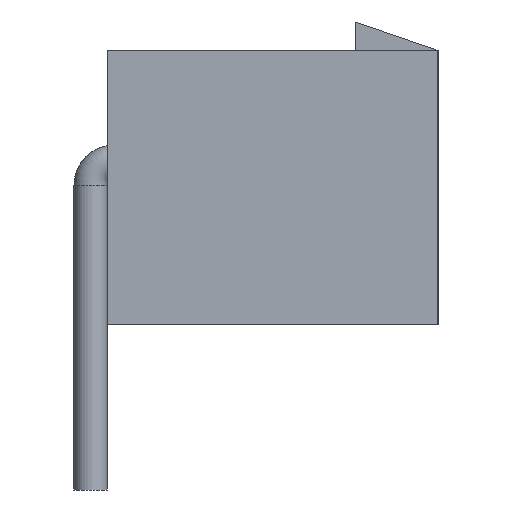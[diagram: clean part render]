
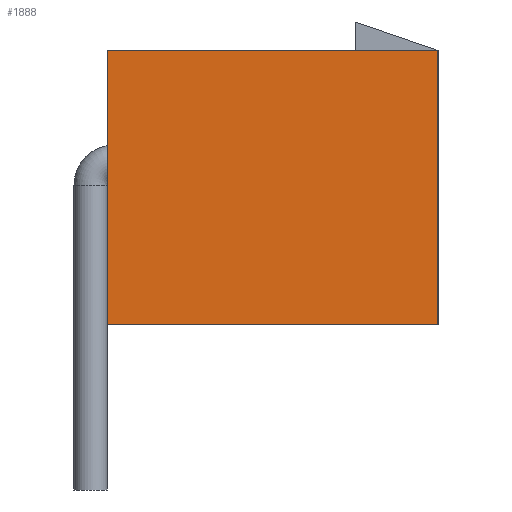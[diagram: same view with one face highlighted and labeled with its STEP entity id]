
A CAD part, left-side view. The second image highlights one B-rep face of the part: STEP entity #1888.
In plain terms, the highlighted planar face has unit normal (-1, 0, 0).
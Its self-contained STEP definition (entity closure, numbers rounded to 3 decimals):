
#287=FACE_OUTER_BOUND('',#398,.T.);
#398=EDGE_LOOP('',(#1384,#1385,#1386,#1387));
#526=LINE('',#3056,#648);
#543=LINE('',#3087,#665);
#564=LINE('',#3132,#686);
#565=LINE('',#3133,#687);
#648=VECTOR('',#2359,10.);
#665=VECTOR('',#2378,10.);
#686=VECTOR('',#2433,10.);
#687=VECTOR('',#2434,10.);
#756=VERTEX_POINT('',#3053);
#757=VERTEX_POINT('',#3055);
#770=VERTEX_POINT('',#3085);
#777=VERTEX_POINT('',#3131);
#978=EDGE_CURVE('',#757,#756,#526,.T.);
#995=EDGE_CURVE('',#770,#756,#543,.T.);
#1016=EDGE_CURVE('',#777,#757,#564,.T.);
#1017=EDGE_CURVE('',#777,#770,#565,.T.);
#1384=ORIENTED_EDGE('',*,*,#1016,.T.);
#1385=ORIENTED_EDGE('',*,*,#978,.T.);
#1386=ORIENTED_EDGE('',*,*,#995,.F.);
#1387=ORIENTED_EDGE('',*,*,#1017,.F.);
#1822=PLANE('',#2034);
#1888=ADVANCED_FACE('',(#287),#1822,.T.);
#2034=AXIS2_PLACEMENT_3D('',#3130,#2431,#2432);
#2359=DIRECTION('',(0.,0.,1.));
#2378=DIRECTION('',(0.,-1.,0.));
#2431=DIRECTION('center_axis',(-1.,0.,0.));
#2432=DIRECTION('ref_axis',(0.,-1.,0.));
#2433=DIRECTION('',(0.,-1.,0.));
#2434=DIRECTION('',(0.,0.,1.));
#3053=CARTESIAN_POINT('',(-37.45,-7.35,5.8));
#3055=CARTESIAN_POINT('',(-37.45,-7.35,0.));
#3056=CARTESIAN_POINT('',(-37.45,-7.35,0.));
#3085=CARTESIAN_POINT('',(-37.45,-0.35,5.8));
#3087=CARTESIAN_POINT('',(-37.45,-0.35,5.8));
#3130=CARTESIAN_POINT('Origin',(-37.45,-0.35,0.));
#3131=CARTESIAN_POINT('',(-37.45,-0.35,0.));
#3132=CARTESIAN_POINT('',(-37.45,-0.35,0.));
#3133=CARTESIAN_POINT('',(-37.45,-0.35,0.));
